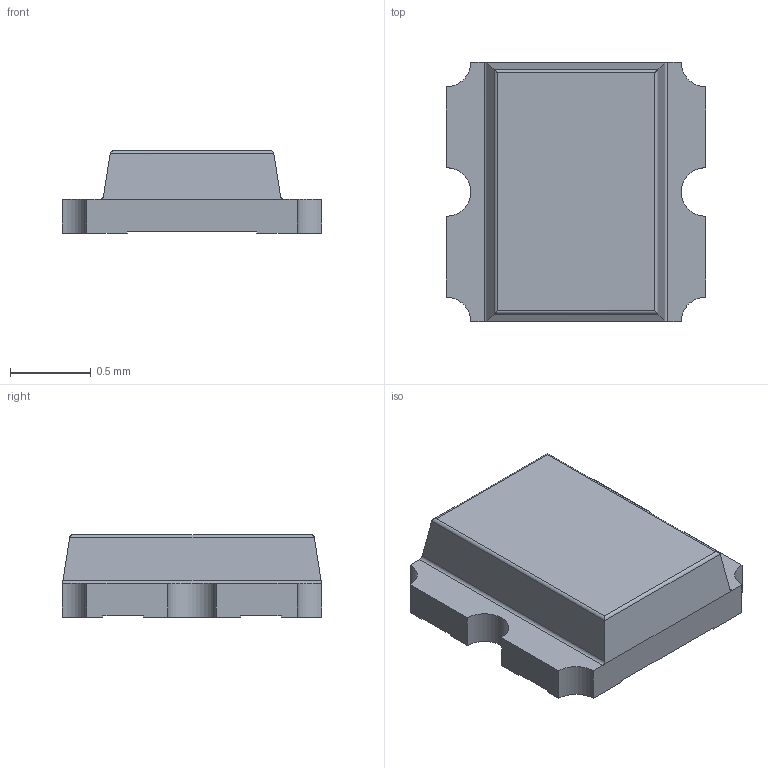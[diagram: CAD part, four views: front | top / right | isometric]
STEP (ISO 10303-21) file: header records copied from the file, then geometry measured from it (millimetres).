
FILE_DESCRIPTION (( 'STEP AP214' ), '1' );
FILE_NAME ('Tri color 0606.STEP', '2020-06-12T06:40:34', ( 'Becton Dickinson' ), ( 'Becton Dickinson' ), 'SwSTEP 2.0', 'SolidWorks 2018', '' );
FILE_SCHEMA (( 'AUTOMOTIVE_DESIGN' ));
Length unit declared in the file: millimetre
Products named in the file (1): Tri color 0606
Bounding box: 1.6 x 1.6 x 0.51 mm (x, y, z)
Volume: 1 mm3; surface area: 7.5 mm2
Topology: 1 solids, 1 shells, 47 faces, 127 edges, 82 vertices
Faces by surface type: plane 34, cylinder 13
Entity records: 2002 total; most frequent: CARTESIAN_POINT 281, ORIENTED_EDGE 254, DIRECTION 229, EDGE_CURVE 127, VECTOR 105, LINE 105, VERTEX_POINT 82, AXIS2_PLACEMENT_3D 62
